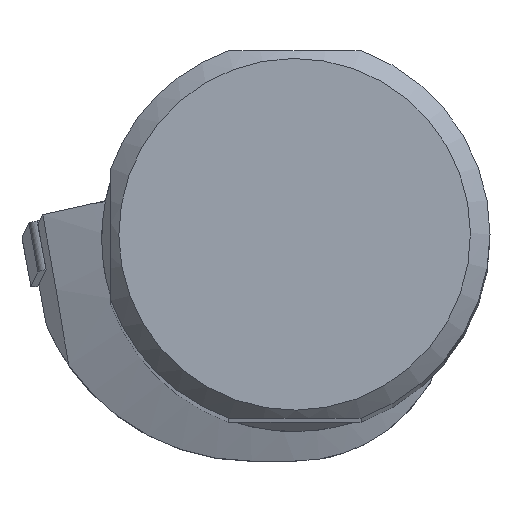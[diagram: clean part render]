
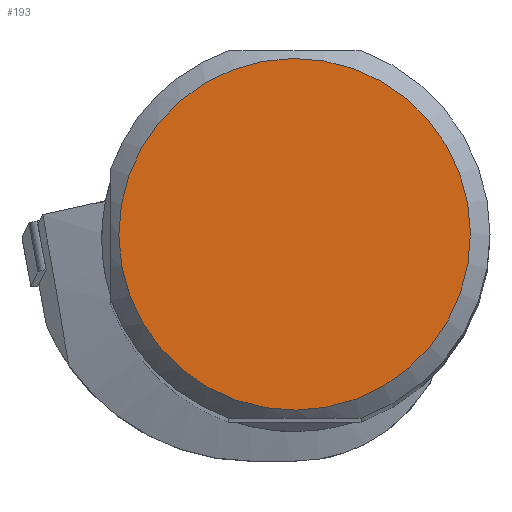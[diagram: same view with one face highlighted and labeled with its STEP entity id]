
A CAD part, top view. The second image highlights one B-rep face of the part: STEP entity #193.
In plain terms, the highlighted planar face has unit normal (0, 0, 1).
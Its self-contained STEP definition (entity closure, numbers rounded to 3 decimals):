
#151=FACE_OUTER_BOUND('',#391,.T.);
#193=ADVANCED_FACE('CU_SU_BP3',(#151),#222,.F.);
#222=PLANE('',#996);
#391=EDGE_LOOP('',(#573));
#573=ORIENTED_EDGE('',*,*,#808,.T.);
#705=VERTEX_POINT('',#1588);
#808=EDGE_CURVE('',#705,#705,#844,.T.);
#844=CIRCLE('',#991,22.489);
#991=AXIS2_PLACEMENT_3D('',#1587,#1193,#1194);
#996=AXIS2_PLACEMENT_3D('',#1607,#1203,#1204);
#1193=DIRECTION('',(0.,0.,1.));
#1194=DIRECTION('',(-0.983,-0.181,0.));
#1203=DIRECTION('',(0.,0.,-1.));
#1204=DIRECTION('',(-0.983,-0.181,0.));
#1587=CARTESIAN_POINT('',(0.,0.,0.));
#1588=CARTESIAN_POINT('',(-22.116,-4.08,0.));
#1607=CARTESIAN_POINT('',(-24.989,0.,0.));
